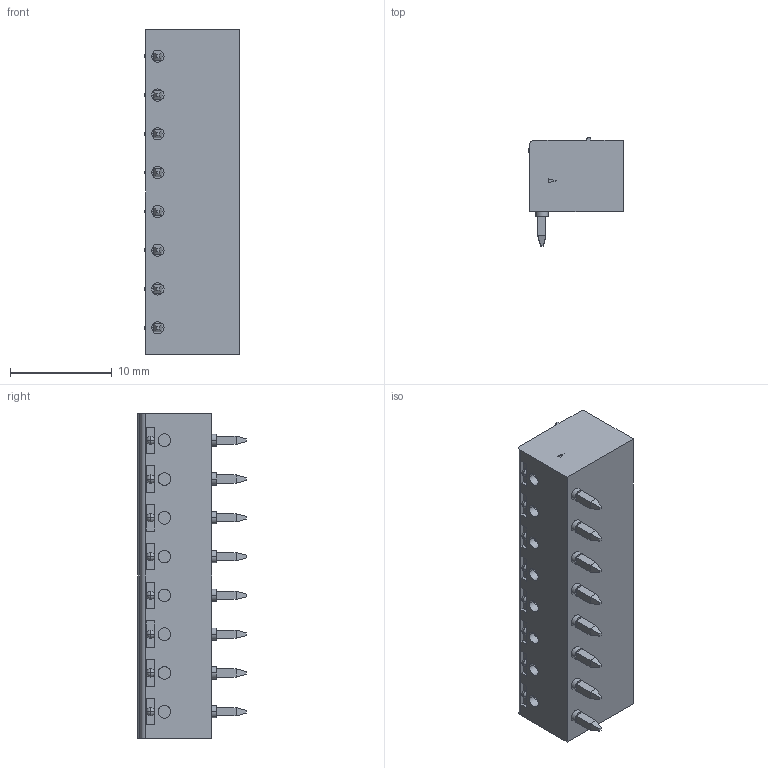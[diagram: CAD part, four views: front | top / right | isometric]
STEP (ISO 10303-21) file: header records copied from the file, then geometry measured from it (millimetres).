
FILE_DESCRIPTION(('STEP AP214'),'1');
FILE_NAME('14114.stp','2016-12-01T15:50:34',('TraceParts'),('TraceParts S.A.'),'Spatial InterOp 3D',' ',' ');
FILE_SCHEMA(('automotive_design'));
Length unit declared in the file: millimetre
Products named in the file (1): mc_1.5-8-g-3.81
Bounding box: 9.3 x 10.65 x 31.87 mm (x, y, z)
Volume: 1176.6 mm3; surface area: 2708.6 mm2
Topology: 1 solids, 1 shells, 735 faces, 1782 edges, 1092 vertices
Faces by surface type: plane 542, cylinder 145, sphere 32, cone 16
Entity records: 32010 total; most frequent: CARTESIAN_POINT 8954, DIRECTION 3528, ORIENTED_EDGE 3500, EDGE_CURVE 1750, LINE 1348, VECTOR 1348, VERTEX_POINT 1092, AXIS2_PLACEMENT_3D 1090
